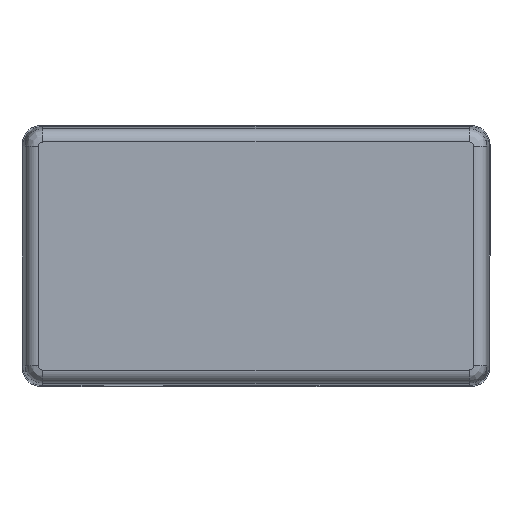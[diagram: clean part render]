
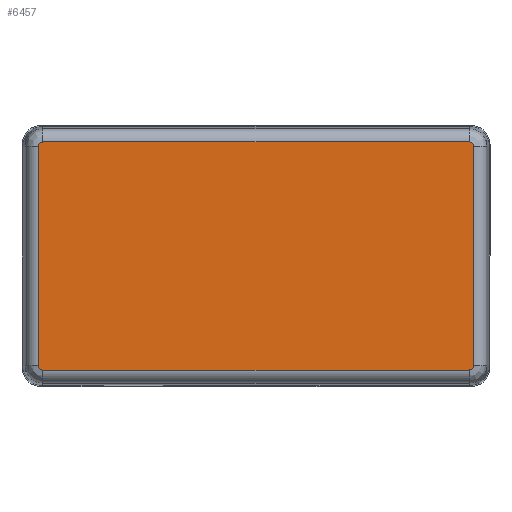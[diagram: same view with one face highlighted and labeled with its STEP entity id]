
A CAD part, front view. The second image highlights one B-rep face of the part: STEP entity #6457.
In plain terms, the highlighted planar face has unit normal (0, -1, 0).
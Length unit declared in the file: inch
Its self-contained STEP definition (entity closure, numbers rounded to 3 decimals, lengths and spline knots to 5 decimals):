
#503 = CARTESIAN_POINT ( 'NONE',  ( 2.06102, -1., 1.10109 ) ) ;
#714 = CARTESIAN_POINT ( 'NONE',  ( -2.10109, -1., -1.08449 ) ) ;
#791 = CARTESIAN_POINT ( 'NONE',  ( -2.08449, -1., -1.10109 ) ) ;
#831 = CARTESIAN_POINT ( 'NONE',  ( -2.10109, -1., 1.06102 ) ) ;
#841 = LINE ( 'NONE', #6626, #3684 ) ;
#961 = CARTESIAN_POINT ( 'NONE',  ( -2.06102, -1., 1.10109 ) ) ;
#978 = EDGE_CURVE ( 'NONE', #10105, #8512, #841, .T. ) ;
#993 =( BOUNDED_CURVE ( )  B_SPLINE_CURVE ( 3, ( #4876, #3945, #11655, #8877 ),
 .UNSPECIFIED., .F., .F. ) 
 B_SPLINE_CURVE_WITH_KNOTS ( ( 4, 4 ),
 ( 0., 1. ),
 .UNSPECIFIED. ) 
 CURVE ( )  GEOMETRIC_REPRESENTATION_ITEM ( )  RATIONAL_B_SPLINE_CURVE ( ( 1., 0.805, 0.805, 1. ) ) 
 REPRESENTATION_ITEM ( '' )  );
#1474 = VERTEX_POINT ( 'NONE', #831 ) ;
#1666 = CARTESIAN_POINT ( 'NONE',  ( -2.06102, -1., -1.10109 ) ) ;
#1714 = PLANE ( 'NONE',  #10909 ) ;
#1776 = CARTESIAN_POINT ( 'NONE',  ( 2.10109, -1., -1.06102 ) ) ;
#2483 = ORIENTED_EDGE ( 'NONE', *, *, #978, .F. ) ;
#2740 = DIRECTION ( 'NONE',  ( 0., 1., 0. ) ) ;
#2889 = DIRECTION ( 'NONE',  ( -1., 0., 0. ) ) ;
#2912 = EDGE_CURVE ( 'NONE', #1474, #10105, #993, .T. ) ;
#2998 = CARTESIAN_POINT ( 'NONE',  ( 2.10109, -1., -1.06102 ) ) ;
#3157 = FACE_OUTER_BOUND ( 'NONE', #8514, .T. ) ;
#3326 = EDGE_CURVE ( 'NONE', #6774, #4559, #10320, .T. ) ;
#3342 = ORIENTED_EDGE ( 'NONE', *, *, #9193, .F. ) ;
#3446 = CARTESIAN_POINT ( 'NONE',  ( 2.10109, -1., 1.06102 ) ) ;
#3528 = CARTESIAN_POINT ( 'NONE',  ( -2.06102, -1., -1.06102 ) ) ;
#3572 = CARTESIAN_POINT ( 'NONE',  ( -2.10109, -1., -1.06102 ) ) ;
#3684 = VECTOR ( 'NONE', #6511, 39.37008 ) ;
#3803 = CARTESIAN_POINT ( 'NONE',  ( 2.10109, -1., -1.06102 ) ) ;
#3922 = CARTESIAN_POINT ( 'NONE',  ( 2.10109, -1., 1.06102 ) ) ;
#3945 = CARTESIAN_POINT ( 'NONE',  ( -2.10109, -1., 1.08449 ) ) ;
#4559 = VERTEX_POINT ( 'NONE', #5508 ) ;
#4728 = LINE ( 'NONE', #10618, #5643 ) ;
#4876 = CARTESIAN_POINT ( 'NONE',  ( -2.10109, -1., 1.06102 ) ) ;
#4968 = CARTESIAN_POINT ( 'NONE',  ( 2.06102, -1., -1.10109 ) ) ;
#5347 = ORIENTED_EDGE ( 'NONE', *, *, #6567, .F. ) ;
#5352 = ORIENTED_EDGE ( 'NONE', *, *, #3326, .F. ) ;
#5508 = CARTESIAN_POINT ( 'NONE',  ( -2.10109, -1., -1.06102 ) ) ;
#5643 = VECTOR ( 'NONE', #2889, 39.37008 ) ;
#5819 = DIRECTION ( 'NONE',  ( 0., 0., 1. ) ) ;
#5835 = LINE ( 'NONE', #3803, #9307 ) ;
#5844 = VERTEX_POINT ( 'NONE', #4968 ) ;
#5958 = CARTESIAN_POINT ( 'NONE',  ( -2.10109, -1., -1.06102 ) ) ;
#6457 = ADVANCED_FACE ( 'NONE', ( #3157 ), #1714, .F. ) ;
#6511 = DIRECTION ( 'NONE',  ( 1., 0., 0. ) ) ;
#6567 = EDGE_CURVE ( 'NONE', #8067, #7172, #5835, .T. ) ;
#6578 = ORIENTED_EDGE ( 'NONE', *, *, #2912, .F. ) ;
#6626 = CARTESIAN_POINT ( 'NONE',  ( -2.06102, -1., 1.10109 ) ) ;
#6774 = VERTEX_POINT ( 'NONE', #6897 ) ;
#6897 = CARTESIAN_POINT ( 'NONE',  ( -2.06102, -1., -1.10109 ) ) ;
#7172 = VERTEX_POINT ( 'NONE', #1776 ) ;
#7247 = CARTESIAN_POINT ( 'NONE',  ( 2.08449, -1., 1.10109 ) ) ;
#7355 = ORIENTED_EDGE ( 'NONE', *, *, #12223, .F. ) ;
#7741 = CARTESIAN_POINT ( 'NONE',  ( 2.06102, -1., -1.10109 ) ) ;
#8067 = VERTEX_POINT ( 'NONE', #3922 ) ;
#8268 = EDGE_CURVE ( 'NONE', #7172, #5844, #12019, .T. ) ;
#8320 = DIRECTION ( 'NONE',  ( 0., 0., 1. ) ) ;
#8512 = VERTEX_POINT ( 'NONE', #10311 ) ;
#8514 = EDGE_LOOP ( 'NONE', ( #5352, #9190, #8646, #5347, #7355, #2483, #6578, #3342 ) ) ;
#8646 = ORIENTED_EDGE ( 'NONE', *, *, #8268, .F. ) ;
#8850 = VECTOR ( 'NONE', #5819, 39.37008 ) ;
#8877 = CARTESIAN_POINT ( 'NONE',  ( -2.06102, -1., 1.10109 ) ) ;
#9190 = ORIENTED_EDGE ( 'NONE', *, *, #11556, .F. ) ;
#9193 = EDGE_CURVE ( 'NONE', #4559, #1474, #12144, .T. ) ;
#9307 = VECTOR ( 'NONE', #11411, 39.37008 ) ;
#9693 = CARTESIAN_POINT ( 'NONE',  ( 2.10109, -1., -1.08449 ) ) ;
#10105 = VERTEX_POINT ( 'NONE', #961 ) ;
#10311 = CARTESIAN_POINT ( 'NONE',  ( 2.06102, -1., 1.10109 ) ) ;
#10320 =( BOUNDED_CURVE ( )  B_SPLINE_CURVE ( 3, ( #1666, #791, #714, #3572 ),
 .UNSPECIFIED., .F., .F. ) 
 B_SPLINE_CURVE_WITH_KNOTS ( ( 4, 4 ),
 ( 0., 1. ),
 .UNSPECIFIED. ) 
 CURVE ( )  GEOMETRIC_REPRESENTATION_ITEM ( )  RATIONAL_B_SPLINE_CURVE ( ( 1., 0.805, 0.805, 1. ) ) 
 REPRESENTATION_ITEM ( '' )  );
#10550 = CARTESIAN_POINT ( 'NONE',  ( 2.08449, -1., -1.10109 ) ) ;
#10618 = CARTESIAN_POINT ( 'NONE',  ( -2.06102, -1., -1.10109 ) ) ;
#10909 = AXIS2_PLACEMENT_3D ( 'NONE', #3528, #2740, #8320 ) ;
#11012 = CARTESIAN_POINT ( 'NONE',  ( 2.10109, -1., 1.08449 ) ) ;
#11411 = DIRECTION ( 'NONE',  ( 0., 0., -1. ) ) ;
#11556 = EDGE_CURVE ( 'NONE', #5844, #6774, #4728, .T. ) ;
#11655 = CARTESIAN_POINT ( 'NONE',  ( -2.08449, -1., 1.10109 ) ) ;
#12019 =( BOUNDED_CURVE ( )  B_SPLINE_CURVE ( 3, ( #2998, #9693, #10550, #7741 ),
 .UNSPECIFIED., .F., .F. ) 
 B_SPLINE_CURVE_WITH_KNOTS ( ( 4, 4 ),
 ( 0., 1. ),
 .UNSPECIFIED. ) 
 CURVE ( )  GEOMETRIC_REPRESENTATION_ITEM ( )  RATIONAL_B_SPLINE_CURVE ( ( 1., 0.805, 0.805, 1. ) ) 
 REPRESENTATION_ITEM ( '' )  );
#12144 = LINE ( 'NONE', #5958, #8850 ) ;
#12223 = EDGE_CURVE ( 'NONE', #8512, #8067, #12252, .T. ) ;
#12252 =( BOUNDED_CURVE ( )  B_SPLINE_CURVE ( 3, ( #503, #7247, #11012, #3446 ),
 .UNSPECIFIED., .F., .F. ) 
 B_SPLINE_CURVE_WITH_KNOTS ( ( 4, 4 ),
 ( 0., 1. ),
 .UNSPECIFIED. ) 
 CURVE ( )  GEOMETRIC_REPRESENTATION_ITEM ( )  RATIONAL_B_SPLINE_CURVE ( ( 1., 0.805, 0.805, 1. ) ) 
 REPRESENTATION_ITEM ( '' )  );
